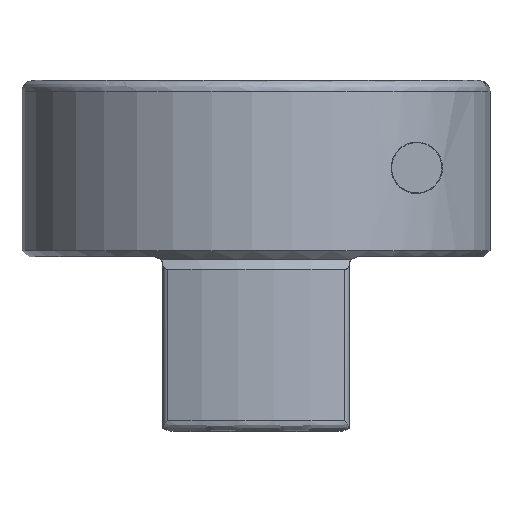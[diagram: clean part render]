
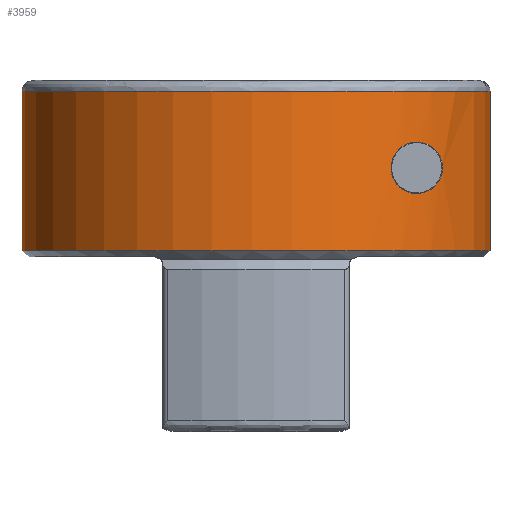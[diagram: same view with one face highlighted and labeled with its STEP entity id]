
A CAD part, front view. The second image highlights one B-rep face of the part: STEP entity #3959.
In plain terms, the highlighted cylindrical face has radius 15 mm (diameter 30 mm), a partial arc.
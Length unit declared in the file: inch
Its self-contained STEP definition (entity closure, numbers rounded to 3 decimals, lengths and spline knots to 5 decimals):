
#20 = CARTESIAN_POINT ( 'NONE',  ( 0.37662, -0.45489, 0.28076 ) ) ;
#45 = CARTESIAN_POINT ( 'NONE',  ( 0.35148, -0.47458, 0.18611 ) ) ;
#49 = CARTESIAN_POINT ( 'NONE',  ( 0.45367, -0.37809, 0.17864 ) ) ;
#59 = VERTEX_POINT ( 'NONE', #4582 ) ;
#91 = CARTESIAN_POINT ( 'NONE',  ( 0.34335, -0.48048, 0.20295 ) ) ;
#164 = DIRECTION ( 'NONE',  ( 1., 0., 0. ) ) ;
#196 = B_SPLINE_CURVE_WITH_KNOTS ( 'NONE', 3,
 ( #401, #2840, #2151, #776, #3904, #3177, #2913, #1401, #2816, #3549, #2105, #1122, #4347, #1447, #3573, #329, #351, #49, #1829, #2178, #1756, #3595, #378, #1776 ),
 .UNSPECIFIED., .F., .F.,
 ( 4, 2, 2, 2, 2, 2, 2, 2, 2, 2, 2, 4 ),
 ( 0.00595, 0.00676, 0.00757, 0.00838, 0.00878, 0.00918, 0.00959, 0.00999, 0.01039, 0.0108, 0.01161, 0.01241 ),
 .UNSPECIFIED. ) ;
#295 = B_SPLINE_CURVE_WITH_KNOTS ( 'NONE', 3,
 ( #1496, #446, #1119, #3617, #1849, #2962, #1825, #45, #3317, #1093, #91, #1919, #3268, #4319, #4065, #2550, #2523, #1468, #4341, #3717, #841, #20, #3994, #773, #471, #3969 ),
 .UNSPECIFIED., .F., .F.,
 ( 4, 2, 2, 2, 2, 2, 2, 2, 2, 2, 2, 2, 4 ),
 ( 0., 0.00074, 0.00149, 0.00186, 0.00223, 0.0026, 0.00298, 0.00335, 0.00372, 0.00447, 0.00484, 0.00521, 0.00595 ),
 .UNSPECIFIED. ) ;
#329 = CARTESIAN_POINT ( 'NONE',  ( 0.46136, -0.36866, 0.18894 ) ) ;
#351 = CARTESIAN_POINT ( 'NONE',  ( 0.45895, -0.37166, 0.18527 ) ) ;
#377 = ORIENTED_EDGE ( 'NONE', *, *, #1679, .T. ) ;
#378 = CARTESIAN_POINT ( 'NONE',  ( 0.4133, -0.42196, 0.15748 ) ) ;
#401 = CARTESIAN_POINT ( 'NONE',  ( 0.40551, -0.42931, 0.2874 ) ) ;
#446 = CARTESIAN_POINT ( 'NONE',  ( 0.39834, -0.43609, 0.15748 ) ) ;
#471 = CARTESIAN_POINT ( 'NONE',  ( 0.39832, -0.4361, 0.2874 ) ) ;
#524 = DIRECTION ( 'NONE',  ( -1., 0., 0. ) ) ;
#627 = AXIS2_PLACEMENT_3D ( 'NONE', #4095, #871, #524 ) ;
#722 = CARTESIAN_POINT ( 'NONE',  ( 0.40551, -0.42931, 0.2874 ) ) ;
#773 = CARTESIAN_POINT ( 'NONE',  ( 0.39097, -0.4427, 0.28621 ) ) ;
#776 = CARTESIAN_POINT ( 'NONE',  ( 0.43492, -0.39963, 0.28085 ) ) ;
#824 = CARTESIAN_POINT ( 'NONE',  ( -0.59055, 0., 0.44291 ) ) ;
#841 = CARTESIAN_POINT ( 'NONE',  ( 0.36969, -0.46054, 0.27678 ) ) ;
#871 = DIRECTION ( 'NONE',  ( 0., 0., 1. ) ) ;
#879 = EDGE_LOOP ( 'NONE', ( #3734, #4121 ) ) ;
#941 = VERTEX_POINT ( 'NONE', #722 ) ;
#1093 = CARTESIAN_POINT ( 'NONE',  ( 0.34495, -0.47934, 0.19848 ) ) ;
#1119 = CARTESIAN_POINT ( 'NONE',  ( 0.39111, -0.44257, 0.15863 ) ) ;
#1122 = CARTESIAN_POINT ( 'NONE',  ( 0.47047, -0.35694, 0.21706 ) ) ;
#1148 = ORIENTED_EDGE ( 'NONE', *, *, #3063, .F. ) ;
#1401 = CARTESIAN_POINT ( 'NONE',  ( 0.46556, -0.36334, 0.24765 ) ) ;
#1435 = VERTEX_POINT ( 'NONE', #2346 ) ;
#1447 = CARTESIAN_POINT ( 'NONE',  ( 0.46732, -0.36107, 0.2018 ) ) ;
#1456 = VERTEX_POINT ( 'NONE', #1836 ) ;
#1468 = CARTESIAN_POINT ( 'NONE',  ( 0.35094, -0.47499, 0.25891 ) ) ;
#1496 = CARTESIAN_POINT ( 'NONE',  ( 0.40551, -0.42931, 0.15748 ) ) ;
#1505 = VECTOR ( 'NONE', #4524, 39.37008 ) ;
#1612 = CARTESIAN_POINT ( 'NONE',  ( 0., 0., 0.41535 ) ) ;
#1679 = EDGE_CURVE ( 'NONE', #59, #1456, #2641, .T. ) ;
#1756 = CARTESIAN_POINT ( 'NONE',  ( 0.43506, -0.39948, 0.16409 ) ) ;
#1776 = CARTESIAN_POINT ( 'NONE',  ( 0.40551, -0.42931, 0.15748 ) ) ;
#1825 = CARTESIAN_POINT ( 'NONE',  ( 0.35693, -0.47049, 0.17908 ) ) ;
#1829 = CARTESIAN_POINT ( 'NONE',  ( 0.45077, -0.38155, 0.17567 ) ) ;
#1836 = CARTESIAN_POINT ( 'NONE',  ( 0.59022, -0.01969, 0.01378 ) ) ;
#1849 = CARTESIAN_POINT ( 'NONE',  ( 0.36963, -0.46064, 0.16763 ) ) ;
#1851 = DIRECTION ( 'NONE',  ( 0., 0., -1. ) ) ;
#1919 = CARTESIAN_POINT ( 'NONE',  ( 0.34114, -0.48205, 0.21242 ) ) ;
#2045 = DIRECTION ( 'NONE',  ( 0., 0., -1. ) ) ;
#2080 = EDGE_CURVE ( 'NONE', #3286, #941, #295, .T. ) ;
#2088 = FACE_OUTER_BOUND ( 'NONE', #4428, .T. ) ;
#2105 = CARTESIAN_POINT ( 'NONE',  ( 0.47047, -0.35694, 0.22785 ) ) ;
#2151 = CARTESIAN_POINT ( 'NONE',  ( 0.42074, -0.41453, 0.28604 ) ) ;
#2178 = CARTESIAN_POINT ( 'NONE',  ( 0.44169, -0.39211, 0.1679 ) ) ;
#2346 = CARTESIAN_POINT ( 'NONE',  ( 0.59022, -0.01969, 0.41535 ) ) ;
#2399 = VERTEX_POINT ( 'NONE', #4252 ) ;
#2523 = CARTESIAN_POINT ( 'NONE',  ( 0.34486, -0.47941, 0.24617 ) ) ;
#2550 = CARTESIAN_POINT ( 'NONE',  ( 0.34325, -0.48056, 0.24158 ) ) ;
#2631 = AXIS2_PLACEMENT_3D ( 'NONE', #1612, #3791, #164 ) ;
#2641 = CIRCLE ( 'NONE', #627, 0.59055 ) ;
#2704 = AXIS2_PLACEMENT_3D ( 'NONE', #3535, #2045, #4167 ) ;
#2816 = CARTESIAN_POINT ( 'NONE',  ( 0.46732, -0.36106, 0.24308 ) ) ;
#2840 = CARTESIAN_POINT ( 'NONE',  ( 0.41331, -0.42195, 0.2874 ) ) ;
#2913 = CARTESIAN_POINT ( 'NONE',  ( 0.45926, -0.37132, 0.2601 ) ) ;
#2962 = CARTESIAN_POINT ( 'NONE',  ( 0.35996, -0.46818, 0.17593 ) ) ;
#3006 = VECTOR ( 'NONE', #1851, 39.37008 ) ;
#3051 = CARTESIAN_POINT ( 'NONE',  ( 0.59022, -0.01969, 0. ) ) ;
#3063 = EDGE_CURVE ( 'NONE', #2399, #1435, #4506, .T. ) ;
#3122 = EDGE_CURVE ( 'NONE', #1435, #1456, #4223, .T. ) ;
#3163 = CYLINDRICAL_SURFACE ( 'NONE', #2704, 0.59055 ) ;
#3177 = CARTESIAN_POINT ( 'NONE',  ( 0.45376, -0.37807, 0.26666 ) ) ;
#3268 = CARTESIAN_POINT ( 'NONE',  ( 0.34057, -0.48246, 0.21735 ) ) ;
#3286 = VERTEX_POINT ( 'NONE', #3516 ) ;
#3317 = CARTESIAN_POINT ( 'NONE',  ( 0.349, -0.4764, 0.19006 ) ) ;
#3460 = FACE_BOUND ( 'NONE', #879, .T. ) ;
#3516 = CARTESIAN_POINT ( 'NONE',  ( 0.40551, -0.42931, 0.15748 ) ) ;
#3535 = CARTESIAN_POINT ( 'NONE',  ( 0., 0., 0.44291 ) ) ;
#3549 = CARTESIAN_POINT ( 'NONE',  ( 0.46979, -0.35785, 0.23316 ) ) ;
#3573 = CARTESIAN_POINT ( 'NONE',  ( 0.46558, -0.36331, 0.19727 ) ) ;
#3595 = CARTESIAN_POINT ( 'NONE',  ( 0.42076, -0.41451, 0.15884 ) ) ;
#3617 = CARTESIAN_POINT ( 'NONE',  ( 0.37667, -0.45493, 0.16373 ) ) ;
#3717 = CARTESIAN_POINT ( 'NONE',  ( 0.36627, -0.46326, 0.27438 ) ) ;
#3734 = ORIENTED_EDGE ( 'NONE', *, *, #4050, .T. ) ;
#3791 = DIRECTION ( 'NONE',  ( 0., 0., 1. ) ) ;
#3904 = CARTESIAN_POINT ( 'NONE',  ( 0.44168, -0.39212, 0.27699 ) ) ;
#3959 = ADVANCED_FACE ( 'NONE', ( #3460, #2088 ), #3163, .T. ) ;
#3969 = CARTESIAN_POINT ( 'NONE',  ( 0.40551, -0.42931, 0.2874 ) ) ;
#3994 = CARTESIAN_POINT ( 'NONE',  ( 0.38017, -0.45194, 0.28237 ) ) ;
#4044 = LINE ( 'NONE', #824, #3006 ) ;
#4050 = EDGE_CURVE ( 'NONE', #941, #3286, #196, .T. ) ;
#4065 = CARTESIAN_POINT ( 'NONE',  ( 0.3411, -0.48209, 0.23213 ) ) ;
#4095 = CARTESIAN_POINT ( 'NONE',  ( 0., 0., 0.01378 ) ) ;
#4121 = ORIENTED_EDGE ( 'NONE', *, *, #2080, .T. ) ;
#4167 = DIRECTION ( 'NONE',  ( -1., 0., 0. ) ) ;
#4223 = LINE ( 'NONE', #3051, #1505 ) ;
#4245 = EDGE_CURVE ( 'NONE', #2399, #59, #4044, .T. ) ;
#4252 = CARTESIAN_POINT ( 'NONE',  ( -0.59055, 0., 0.41535 ) ) ;
#4319 = CARTESIAN_POINT ( 'NONE',  ( 0.34054, -0.48248, 0.22715 ) ) ;
#4341 = CARTESIAN_POINT ( 'NONE',  ( 0.35664, -0.47077, 0.26607 ) ) ;
#4347 = CARTESIAN_POINT ( 'NONE',  ( 0.46979, -0.35784, 0.21175 ) ) ;
#4409 = ORIENTED_EDGE ( 'NONE', *, *, #3122, .F. ) ;
#4428 = EDGE_LOOP ( 'NONE', ( #1148, #4640, #377, #4409 ) ) ;
#4506 = CIRCLE ( 'NONE', #2631, 0.59055 ) ;
#4524 = DIRECTION ( 'NONE',  ( 0., 0., -1. ) ) ;
#4582 = CARTESIAN_POINT ( 'NONE',  ( -0.59055, 0., 0.01378 ) ) ;
#4640 = ORIENTED_EDGE ( 'NONE', *, *, #4245, .T. ) ;
